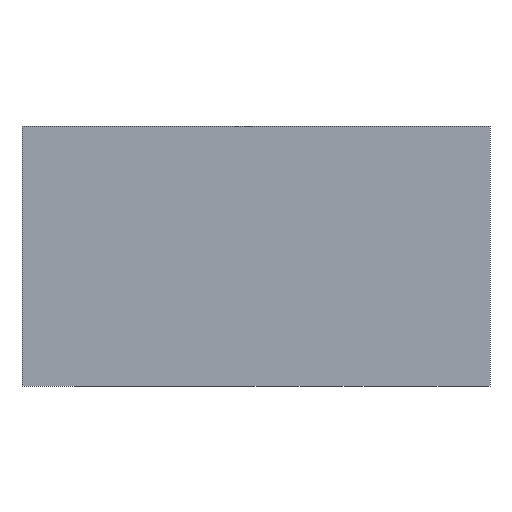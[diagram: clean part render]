
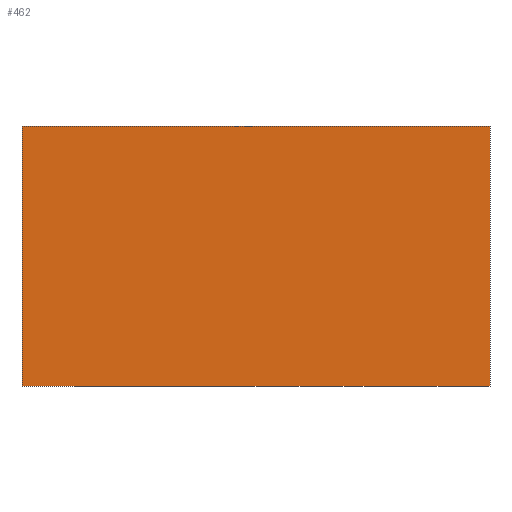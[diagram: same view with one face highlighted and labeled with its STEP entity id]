
A CAD part, left-side view. The second image highlights one B-rep face of the part: STEP entity #462.
In plain terms, the highlighted planar face has unit normal (-1, 0, 0).
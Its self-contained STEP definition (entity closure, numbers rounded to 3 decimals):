
#27 = DIRECTION ( 'NONE',  ( 1., 0., 0. ) ) ;
#62 = LINE ( 'NONE', #454, #187 ) ;
#71 = VERTEX_POINT ( 'NONE', #281 ) ;
#72 = ORIENTED_EDGE ( 'NONE', *, *, #235, .T. ) ;
#77 = EDGE_CURVE ( 'NONE', #592, #185, #404, .T. ) ;
#141 = CARTESIAN_POINT ( 'NONE',  ( 0., 4.5, 0. ) ) ;
#146 = DIRECTION ( 'NONE',  ( 0., 0., -1. ) ) ;
#151 = LINE ( 'NONE', #242, #625 ) ;
#167 = ORIENTED_EDGE ( 'NONE', *, *, #77, .F. ) ;
#173 = CARTESIAN_POINT ( 'NONE',  ( 0., -4.5, 5. ) ) ;
#177 = CARTESIAN_POINT ( 'NONE',  ( 0., -4.5, 0. ) ) ;
#185 = VERTEX_POINT ( 'NONE', #357 ) ;
#187 = VECTOR ( 'NONE', #403, 1000. ) ;
#194 = VECTOR ( 'NONE', #382, 1000. ) ;
#235 = EDGE_CURVE ( 'NONE', #71, #279, #151, .T. ) ;
#242 = CARTESIAN_POINT ( 'NONE',  ( 0., 4.5, 5. ) ) ;
#279 = VERTEX_POINT ( 'NONE', #141 ) ;
#281 = CARTESIAN_POINT ( 'NONE',  ( 0., 4.5, 5. ) ) ;
#357 = CARTESIAN_POINT ( 'NONE',  ( 0., -4.5, 0. ) ) ;
#382 = DIRECTION ( 'NONE',  ( 0., -1., 0. ) ) ;
#396 = CARTESIAN_POINT ( 'NONE',  ( 0., -4.5, 5. ) ) ;
#403 = DIRECTION ( 'NONE',  ( 0., -1., 0. ) ) ;
#404 = LINE ( 'NONE', #396, #499 ) ;
#454 = CARTESIAN_POINT ( 'NONE',  ( 0., -4.5, 5. ) ) ;
#460 = ORIENTED_EDGE ( 'NONE', *, *, #624, .F. ) ;
#462 = ADVANCED_FACE ( 'NONE', ( #468 ), #609, .F. ) ;
#468 = FACE_OUTER_BOUND ( 'NONE', #470, .T. ) ;
#470 = EDGE_LOOP ( 'NONE', ( #600, #167, #460, #72 ) ) ;
#499 = VECTOR ( 'NONE', #146, 1000. ) ;
#509 = CARTESIAN_POINT ( 'NONE',  ( 0., -4.5, 5. ) ) ;
#529 = AXIS2_PLACEMENT_3D ( 'NONE', #173, #27, #604 ) ;
#535 = DIRECTION ( 'NONE',  ( 0., 0., -1. ) ) ;
#557 = EDGE_CURVE ( 'NONE', #279, #185, #613, .T. ) ;
#592 = VERTEX_POINT ( 'NONE', #509 ) ;
#600 = ORIENTED_EDGE ( 'NONE', *, *, #557, .T. ) ;
#604 = DIRECTION ( 'NONE',  ( 0., 0., -1. ) ) ;
#609 = PLANE ( 'NONE',  #529 ) ;
#613 = LINE ( 'NONE', #177, #194 ) ;
#624 = EDGE_CURVE ( 'NONE', #71, #592, #62, .T. ) ;
#625 = VECTOR ( 'NONE', #535, 1000. ) ;
